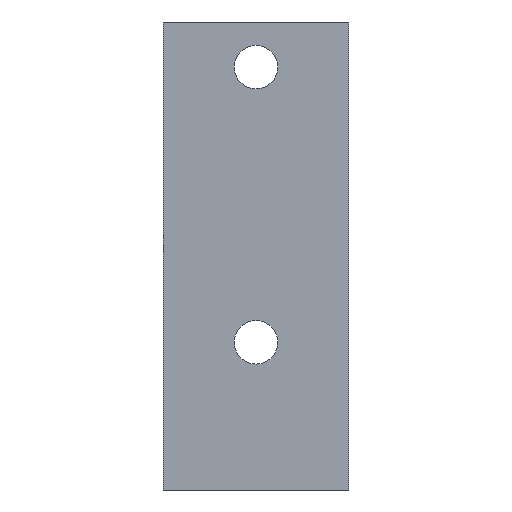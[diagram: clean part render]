
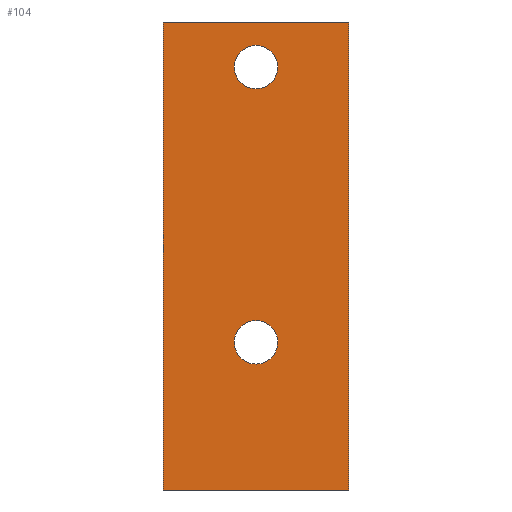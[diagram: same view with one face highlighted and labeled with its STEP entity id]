
A CAD part, front view. The second image highlights one B-rep face of the part: STEP entity #104.
In plain terms, the highlighted planar face has unit normal (0, -1, 0).
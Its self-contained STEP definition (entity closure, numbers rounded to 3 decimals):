
#3 = CIRCLE ( 'NONE', #853, 4.65 ) ;
#8 = VERTEX_POINT ( 'NONE', #559 ) ;
#46 = FACE_BOUND ( 'NONE', #350, .T. ) ;
#81 = EDGE_CURVE ( 'NONE', #973, #789, #1155, .T. ) ;
#91 = DIRECTION ( 'NONE',  ( 0., 0., -1. ) ) ;
#104 = ADVANCED_FACE ( 'NONE', ( #1134, #46, #748 ), #602, .F. ) ;
#110 = VECTOR ( 'NONE', #722, 1000. ) ;
#111 = CARTESIAN_POINT ( 'NONE',  ( 19.85, 0., -50. ) ) ;
#119 = DIRECTION ( 'NONE',  ( -1., 0., 0. ) ) ;
#157 = ORIENTED_EDGE ( 'NONE', *, *, #939, .F. ) ;
#161 = CARTESIAN_POINT ( 'NONE',  ( 0., 0., -18.45 ) ) ;
#179 = ORIENTED_EDGE ( 'NONE', *, *, #645, .T. ) ;
#188 = CARTESIAN_POINT ( 'NONE',  ( -19.85, 0., -50. ) ) ;
#201 = DIRECTION ( 'NONE',  ( 0., 0., -1. ) ) ;
#238 = ORIENTED_EDGE ( 'NONE', *, *, #1101, .T. ) ;
#250 = CARTESIAN_POINT ( 'NONE',  ( 0., 0., 45. ) ) ;
#269 = CARTESIAN_POINT ( 'NONE',  ( 0., 0., 40.35 ) ) ;
#270 = AXIS2_PLACEMENT_3D ( 'NONE', #161, #358, #1186 ) ;
#280 = CARTESIAN_POINT ( 'NONE',  ( 19.85, 0., 50. ) ) ;
#347 = CARTESIAN_POINT ( 'NONE',  ( 19.85, 0., 50. ) ) ;
#350 = EDGE_LOOP ( 'NONE', ( #847, #1097 ) ) ;
#358 = DIRECTION ( 'NONE',  ( 0., -1., 0. ) ) ;
#380 = CIRCLE ( 'NONE', #1144, 4.65 ) ;
#384 = CARTESIAN_POINT ( 'NONE',  ( -19.85, 0., 50. ) ) ;
#390 = DIRECTION ( 'NONE',  ( 0., 1., 0. ) ) ;
#402 = VECTOR ( 'NONE', #119, 1000. ) ;
#479 = DIRECTION ( 'NONE',  ( 0., -1., 0. ) ) ;
#514 = CARTESIAN_POINT ( 'NONE',  ( 0., 0., 35.7 ) ) ;
#536 = EDGE_LOOP ( 'NONE', ( #238, #1181, #157, #179 ) ) ;
#545 = CARTESIAN_POINT ( 'NONE',  ( 0., 0., -18.45 ) ) ;
#557 = VERTEX_POINT ( 'NONE', #514 ) ;
#559 = CARTESIAN_POINT ( 'NONE',  ( 0., 0., -13.8 ) ) ;
#570 = CARTESIAN_POINT ( 'NONE',  ( 19.85, 0., 50. ) ) ;
#602 = PLANE ( 'NONE',  #859 ) ;
#631 = EDGE_CURVE ( 'NONE', #912, #8, #764, .T. ) ;
#639 = CIRCLE ( 'NONE', #796, 4.65 ) ;
#645 = EDGE_CURVE ( 'NONE', #1044, #974, #929, .T. ) ;
#666 = LINE ( 'NONE', #280, #1169 ) ;
#722 = DIRECTION ( 'NONE',  ( -1., 0., 0. ) ) ;
#733 = DIRECTION ( 'NONE',  ( 0., -1., 0. ) ) ;
#748 = FACE_OUTER_BOUND ( 'NONE', #536, .T. ) ;
#758 = DIRECTION ( 'NONE',  ( 0., 0., -1. ) ) ;
#764 = CIRCLE ( 'NONE', #270, 4.65 ) ;
#769 = EDGE_CURVE ( 'NONE', #8, #912, #3, .T. ) ;
#777 = VECTOR ( 'NONE', #786, 1000. ) ;
#786 = DIRECTION ( 'NONE',  ( 0., 0., -1. ) ) ;
#789 = VERTEX_POINT ( 'NONE', #188 ) ;
#796 = AXIS2_PLACEMENT_3D ( 'NONE', #269, #1006, #91 ) ;
#838 = CARTESIAN_POINT ( 'NONE',  ( 0., 0., -23.1 ) ) ;
#847 = ORIENTED_EDGE ( 'NONE', *, *, #922, .F. ) ;
#853 = AXIS2_PLACEMENT_3D ( 'NONE', #545, #733, #898 ) ;
#859 = AXIS2_PLACEMENT_3D ( 'NONE', #938, #390, #1033 ) ;
#868 = CARTESIAN_POINT ( 'NONE',  ( 19.85, 0., -50. ) ) ;
#898 = DIRECTION ( 'NONE',  ( 0., 0., -1. ) ) ;
#912 = VERTEX_POINT ( 'NONE', #838 ) ;
#922 = EDGE_CURVE ( 'NONE', #1189, #557, #639, .T. ) ;
#929 = LINE ( 'NONE', #347, #110 ) ;
#935 = EDGE_CURVE ( 'NONE', #557, #1189, #380, .T. ) ;
#938 = CARTESIAN_POINT ( 'NONE',  ( 19.85, 0., 50. ) ) ;
#939 = EDGE_CURVE ( 'NONE', #1044, #973, #666, .T. ) ;
#941 = CARTESIAN_POINT ( 'NONE',  ( 0., 0., 40.35 ) ) ;
#973 = VERTEX_POINT ( 'NONE', #111 ) ;
#974 = VERTEX_POINT ( 'NONE', #384 ) ;
#988 = ORIENTED_EDGE ( 'NONE', *, *, #631, .F. ) ;
#1006 = DIRECTION ( 'NONE',  ( 0., -1., 0. ) ) ;
#1033 = DIRECTION ( 'NONE',  ( 0., 0., 1. ) ) ;
#1044 = VERTEX_POINT ( 'NONE', #570 ) ;
#1087 = LINE ( 'NONE', #1145, #777 ) ;
#1097 = ORIENTED_EDGE ( 'NONE', *, *, #935, .F. ) ;
#1101 = EDGE_CURVE ( 'NONE', #974, #789, #1087, .T. ) ;
#1134 = FACE_BOUND ( 'NONE', #1168, .T. ) ;
#1144 = AXIS2_PLACEMENT_3D ( 'NONE', #941, #479, #758 ) ;
#1145 = CARTESIAN_POINT ( 'NONE',  ( -19.85, 0., 50. ) ) ;
#1155 = LINE ( 'NONE', #868, #402 ) ;
#1163 = ORIENTED_EDGE ( 'NONE', *, *, #769, .F. ) ;
#1168 = EDGE_LOOP ( 'NONE', ( #1163, #988 ) ) ;
#1169 = VECTOR ( 'NONE', #201, 1000. ) ;
#1181 = ORIENTED_EDGE ( 'NONE', *, *, #81, .F. ) ;
#1186 = DIRECTION ( 'NONE',  ( 0., 0., -1. ) ) ;
#1189 = VERTEX_POINT ( 'NONE', #250 ) ;
